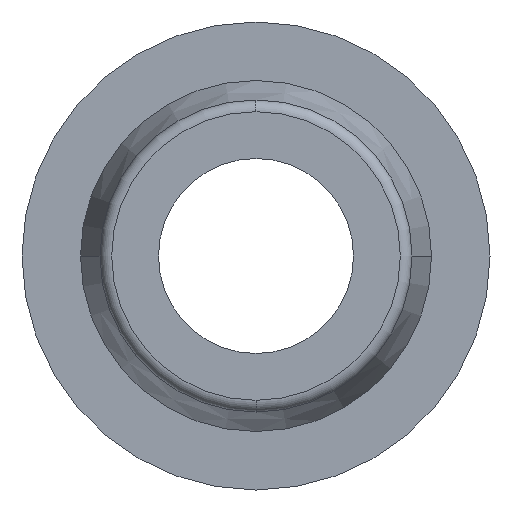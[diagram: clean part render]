
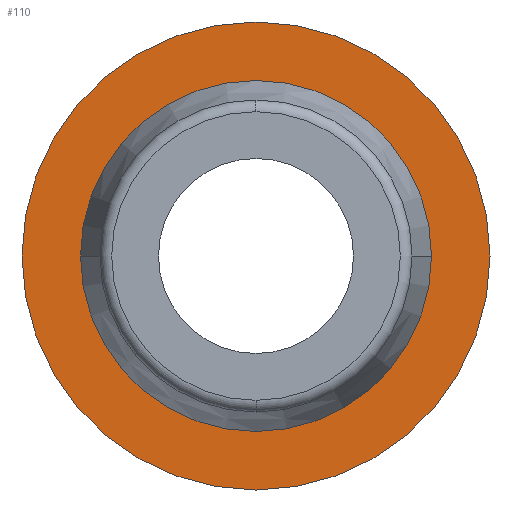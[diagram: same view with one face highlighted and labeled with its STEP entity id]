
A CAD part, front view. The second image highlights one B-rep face of the part: STEP entity #110.
In plain terms, the highlighted planar face has unit normal (0, -1, 0).
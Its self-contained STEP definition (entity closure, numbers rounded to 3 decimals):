
#110=ADVANCED_FACE('',(#255,#256),#257,.T.);
#255=FACE_OUTER_BOUND('',#434,.T.);
#256=FACE_BOUND('',#435,.T.);
#257=PLANE('',#436);
#434=EDGE_LOOP('',(#684,#685));
#435=EDGE_LOOP('',(#686,#687));
#436=AXIS2_PLACEMENT_3D('',#688,#689,#690);
#684=ORIENTED_EDGE('',*,*,#1064,.T.);
#685=ORIENTED_EDGE('',*,*,#999,.T.);
#686=ORIENTED_EDGE('',*,*,#1065,.F.);
#687=ORIENTED_EDGE('',*,*,#1066,.F.);
#688=CARTESIAN_POINT('',(0.0,14.0,0.0));
#689=DIRECTION('',(0.0,-1.0,0.0));
#690=DIRECTION('',(-1.0,0.0,0.0));
#999=EDGE_CURVE('',#1170,#1167,#1171,.T.);
#1064=EDGE_CURVE('',#1167,#1170,#1274,.T.);
#1065=EDGE_CURVE('',#1275,#1276,#1277,.T.);
#1066=EDGE_CURVE('',#1276,#1275,#1278,.T.);
#1167=VERTEX_POINT('',#1401);
#1170=VERTEX_POINT('',#1405);
#1171=CIRCLE('',#1406,6.0);
#1274=CIRCLE('',#1528,6.0);
#1275=VERTEX_POINT('',#1529);
#1276=VERTEX_POINT('',#1530);
#1277=CIRCLE('',#1531,4.5);
#1278=CIRCLE('',#1532,4.5);
#1401=CARTESIAN_POINT('',(6.0,14.0,0.0));
#1405=CARTESIAN_POINT('',(-6.0,14.0,0.));
#1406=AXIS2_PLACEMENT_3D('',#1672,#1673,#1674);
#1528=AXIS2_PLACEMENT_3D('',#1784,#1785,#1786);
#1529=CARTESIAN_POINT('',(-4.5,14.0,0.));
#1530=CARTESIAN_POINT('',(4.5,14.0,0.));
#1531=AXIS2_PLACEMENT_3D('',#1787,#1788,#1789);
#1532=AXIS2_PLACEMENT_3D('',#1790,#1791,#1792);
#1672=CARTESIAN_POINT('',(0.0,14.0,0.0));
#1673=DIRECTION('',(0.0,-1.0,0.0));
#1674=DIRECTION('',(1.0,0.0,0.0));
#1784=CARTESIAN_POINT('',(0.0,14.0,0.0));
#1785=DIRECTION('',(0.0,-1.0,0.0));
#1786=DIRECTION('',(1.0,0.0,0.0));
#1787=CARTESIAN_POINT('',(0.0,14.0,0.0));
#1788=DIRECTION('',(0.0,-1.0,0.0));
#1789=DIRECTION('',(1.0,0.0,0.0));
#1790=CARTESIAN_POINT('',(0.0,14.0,0.0));
#1791=DIRECTION('',(0.0,-1.0,0.0));
#1792=DIRECTION('',(1.0,0.0,0.0));
